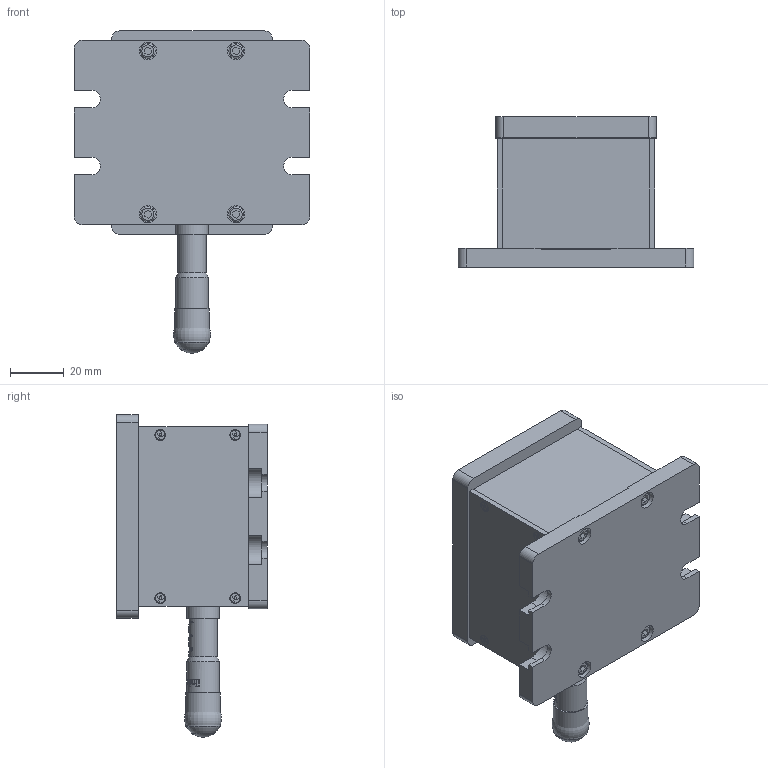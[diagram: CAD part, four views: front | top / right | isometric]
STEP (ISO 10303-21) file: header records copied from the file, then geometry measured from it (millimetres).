
FILE_DESCRIPTION (( 'STEP AP203' ), '1' );
FILE_NAME ('06VTS-1M.STEP', '2024-01-11T01:39:29', ( '' ), ( '' ), 'SwSTEP 2.0', 'SolidWorks 2022', '' );
FILE_SCHEMA (( 'CONFIG_CONTROL_DESIGN' ));
Length unit declared in the file: millimetre
Products named in the file (1): 06VTS-1M
Bounding box: 88 x 56.25 x 120.39 mm (x, y, z)
Surface area: 39681.7 mm2 (no closed solid volume)
Topology: 0 solids, 30 shells, 351 faces, 1472 edges, 1138 vertices
Faces by surface type: plane 236, cylinder 62, cone 34, bspline 10, torus 9
Full cylindrical faces by diameter (mm): 3.3 x4, 3.6 x8, 5 x9, 6.5 x4, 8 x4, 8.5 x1, 10.5 x1, 12 x2, 13 x1
Entity records: 19299 total; most frequent: CARTESIAN_POINT 7726, DIRECTION 2160, ORIENTED_EDGE 2094, EDGE_CURVE 1416, VERTEX_POINT 1135, LINE 838, VECTOR 838, AXIS2_PLACEMENT_3D 661
